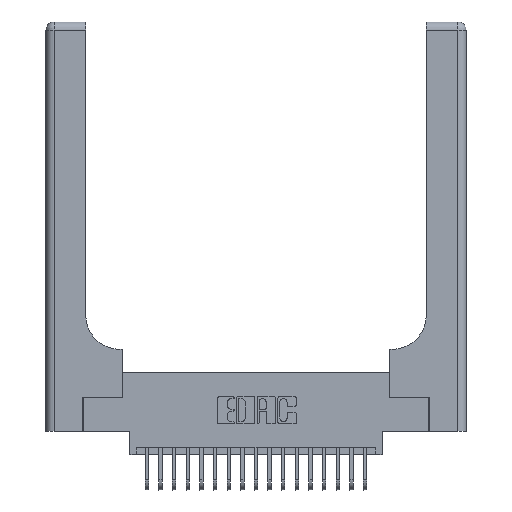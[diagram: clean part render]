
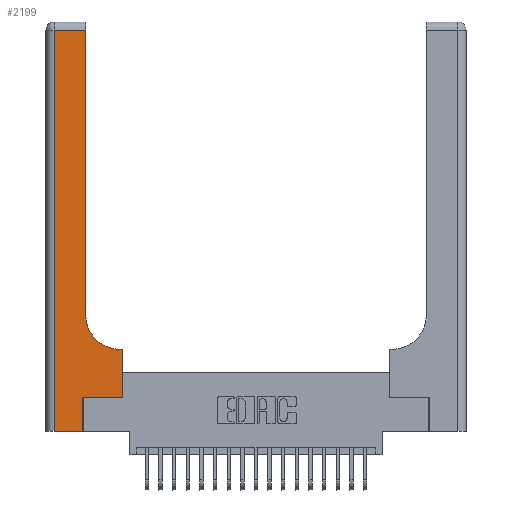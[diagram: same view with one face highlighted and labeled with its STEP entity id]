
A CAD part, top view. The second image highlights one B-rep face of the part: STEP entity #2199.
In plain terms, the highlighted planar face has unit normal (0, 0, 1).
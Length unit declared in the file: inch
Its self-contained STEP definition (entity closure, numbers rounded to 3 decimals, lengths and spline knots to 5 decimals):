
#257 = CARTESIAN_POINT ( 'NONE',  ( 0.2915, 0.85, 0.37 ) ) ;
#1348 = VECTOR ( 'NONE', #11194, 39.37008 ) ;
#1632 = ORIENTED_EDGE ( 'NONE', *, *, #11346, .T. ) ;
#1835 = EDGE_CURVE ( 'NONE', #16044, #6096, #18911, .T. ) ;
#2199 = ADVANCED_FACE ( 'NONE', ( #3234 ), #9123, .F. ) ;
#2637 = DIRECTION ( 'NONE',  ( -1., 0., 0. ) ) ;
#2844 = CARTESIAN_POINT ( 'NONE',  ( 0.269, 0.25, 0.37 ) ) ;
#2990 = VERTEX_POINT ( 'NONE', #4034 ) ;
#3185 = ORIENTED_EDGE ( 'NONE', *, *, #15045, .T. ) ;
#3234 = FACE_OUTER_BOUND ( 'NONE', #15425, .T. ) ;
#3593 = VECTOR ( 'NONE', #10324, 39.37008 ) ;
#3642 = EDGE_CURVE ( 'NONE', #10981, #16044, #16373, .T. ) ;
#3861 = CARTESIAN_POINT ( 'NONE',  ( 0.2915, 0.6, 0.37 ) ) ;
#3870 = ORIENTED_EDGE ( 'NONE', *, *, #21552, .T. ) ;
#4034 = CARTESIAN_POINT ( 'NONE',  ( 0.5585, 0.25, 0.37 ) ) ;
#4227 = DIRECTION ( 'NONE',  ( 1., 0., 0. ) ) ;
#4799 = LINE ( 'NONE', #9309, #21542 ) ;
#4907 = VERTEX_POINT ( 'NONE', #7834 ) ;
#5227 = CARTESIAN_POINT ( 'NONE',  ( 0.5585, 0.25, 0.37 ) ) ;
#5499 = DIRECTION ( 'NONE',  ( -1., 0., 0. ) ) ;
#6037 = DIRECTION ( 'NONE',  ( 0., 1., 0. ) ) ;
#6096 = VERTEX_POINT ( 'NONE', #2844 ) ;
#6855 = DIRECTION ( 'NONE',  ( 0., 0., -1. ) ) ;
#7038 = VECTOR ( 'NONE', #21259, 39.37008 ) ;
#7057 = VECTOR ( 'NONE', #15302, 39.37008 ) ;
#7834 = CARTESIAN_POINT ( 'NONE',  ( 0.5415, 0.6, 0.37 ) ) ;
#7853 = ORIENTED_EDGE ( 'NONE', *, *, #18078, .T. ) ;
#8328 = EDGE_CURVE ( 'NONE', #2990, #12150, #16493, .T. ) ;
#9062 = AXIS2_PLACEMENT_3D ( 'NONE', #15605, #20755, #10788 ) ;
#9123 = PLANE ( 'NONE',  #9062 ) ;
#9278 = VERTEX_POINT ( 'NONE', #18035 ) ;
#9309 = CARTESIAN_POINT ( 'NONE',  ( 0., 2.94, 0.37 ) ) ;
#10068 = VECTOR ( 'NONE', #6037, 39.37008 ) ;
#10178 = ORIENTED_EDGE ( 'NONE', *, *, #17931, .T. ) ;
#10324 = DIRECTION ( 'NONE',  ( 0., 1., 0. ) ) ;
#10449 = CIRCLE ( 'NONE', #16267, 0.25 ) ;
#10788 = DIRECTION ( 'NONE',  ( -1., 0., 0. ) ) ;
#10918 = CARTESIAN_POINT ( 'NONE',  ( 0., 0., 0.37 ) ) ;
#10981 = VERTEX_POINT ( 'NONE', #14368 ) ;
#11194 = DIRECTION ( 'NONE',  ( 1., 0., 0. ) ) ;
#11346 = EDGE_CURVE ( 'NONE', #18412, #15018, #20320, .T. ) ;
#11511 = LINE ( 'NONE', #16245, #7038 ) ;
#11607 = CARTESIAN_POINT ( 'NONE',  ( 0.269, 0., 0.37 ) ) ;
#11788 = CARTESIAN_POINT ( 'NONE',  ( 0.2915, 2.94, 0.37 ) ) ;
#11925 = VECTOR ( 'NONE', #4227, 39.37008 ) ;
#12150 = VERTEX_POINT ( 'NONE', #18112 ) ;
#12154 = ORIENTED_EDGE ( 'NONE', *, *, #1835, .T. ) ;
#12748 = CARTESIAN_POINT ( 'NONE',  ( 0.269, 0., 0.37 ) ) ;
#13369 = ORIENTED_EDGE ( 'NONE', *, *, #3642, .T. ) ;
#14147 = LINE ( 'NONE', #21157, #1348 ) ;
#14368 = CARTESIAN_POINT ( 'NONE',  ( 0.06, 0., 0.37 ) ) ;
#14403 = EDGE_CURVE ( 'NONE', #6096, #2990, #14147, .T. ) ;
#15018 = VERTEX_POINT ( 'NONE', #11788 ) ;
#15045 = EDGE_CURVE ( 'NONE', #4907, #18412, #10449, .T. ) ;
#15302 = DIRECTION ( 'NONE',  ( 0., 1., 0. ) ) ;
#15425 = EDGE_LOOP ( 'NONE', ( #1632, #7853, #3870, #13369, #12154, #19007, #17372, #10178, #3185 ) ) ;
#15605 = CARTESIAN_POINT ( 'NONE',  ( 0., 3., 0.37 ) ) ;
#16044 = VERTEX_POINT ( 'NONE', #11607 ) ;
#16245 = CARTESIAN_POINT ( 'NONE',  ( 0.06, 3., 0.37 ) ) ;
#16267 = AXIS2_PLACEMENT_3D ( 'NONE', #16905, #6855, #18573 ) ;
#16343 = VECTOR ( 'NONE', #5499, 39.37008 ) ;
#16373 = LINE ( 'NONE', #10918, #11925 ) ;
#16493 = LINE ( 'NONE', #5227, #7057 ) ;
#16905 = CARTESIAN_POINT ( 'NONE',  ( 0.5415, 0.85, 0.37 ) ) ;
#17372 = ORIENTED_EDGE ( 'NONE', *, *, #8328, .T. ) ;
#17931 = EDGE_CURVE ( 'NONE', #12150, #4907, #20778, .T. ) ;
#18035 = CARTESIAN_POINT ( 'NONE',  ( 0.06, 2.94, 0.37 ) ) ;
#18078 = EDGE_CURVE ( 'NONE', #15018, #9278, #4799, .T. ) ;
#18112 = CARTESIAN_POINT ( 'NONE',  ( 0.5585, 0.6, 0.37 ) ) ;
#18412 = VERTEX_POINT ( 'NONE', #257 ) ;
#18573 = DIRECTION ( 'NONE',  ( 1., 0., 0. ) ) ;
#18911 = LINE ( 'NONE', #12748, #10068 ) ;
#19007 = ORIENTED_EDGE ( 'NONE', *, *, #14403, .T. ) ;
#20308 = CARTESIAN_POINT ( 'NONE',  ( 0.2915, 3., 0.37 ) ) ;
#20320 = LINE ( 'NONE', #20308, #3593 ) ;
#20755 = DIRECTION ( 'NONE',  ( 0., 0., -1. ) ) ;
#20778 = LINE ( 'NONE', #3861, #16343 ) ;
#21157 = CARTESIAN_POINT ( 'NONE',  ( 0.269, 0.25, 0.37 ) ) ;
#21259 = DIRECTION ( 'NONE',  ( 0., -1., 0. ) ) ;
#21542 = VECTOR ( 'NONE', #2637, 39.37008 ) ;
#21552 = EDGE_CURVE ( 'NONE', #9278, #10981, #11511, .T. ) ;
